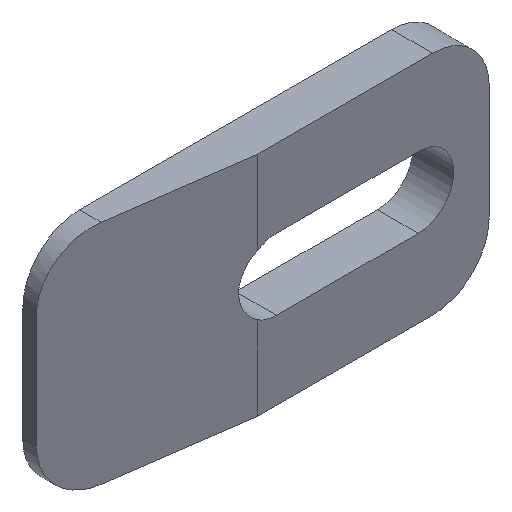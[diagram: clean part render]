
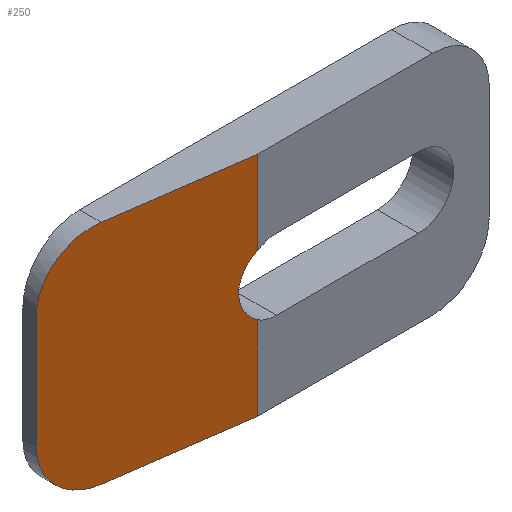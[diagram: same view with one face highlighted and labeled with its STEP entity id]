
A CAD part, isometric view. The second image highlights one B-rep face of the part: STEP entity #250.
In plain terms, the highlighted planar face has unit normal (-0.139, -0.99, 0).
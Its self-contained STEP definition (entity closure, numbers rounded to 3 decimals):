
#7 = VECTOR ( 'NONE', #149, 1000. ) ;
#13 = CARTESIAN_POINT ( 'NONE',  ( -0.861, 0.121, 4.51 ) ) ;
#17 = CARTESIAN_POINT ( 'NONE',  ( -6.831, 0.96, 2. ) ) ;
#20 = VERTEX_POINT ( 'NONE', #172 ) ;
#31 = VERTEX_POINT ( 'NONE', #336 ) ;
#32 = CARTESIAN_POINT ( 'NONE',  ( -6.831, 0.96, 8. ) ) ;
#45 = EDGE_CURVE ( 'NONE', #498, #444, #461, .T. ) ;
#54 = VERTEX_POINT ( 'NONE', #65 ) ;
#65 = CARTESIAN_POINT ( 'NONE',  ( -4.831, 0.679, 8. ) ) ;
#75 = ORIENTED_EDGE ( 'NONE', *, *, #540, .F. ) ;
#77 = EDGE_CURVE ( 'NONE', #20, #31, #466, .T. ) ;
#78 = ORIENTED_EDGE ( 'NONE', *, *, #77, .F. ) ;
#108 = CARTESIAN_POINT ( 'NONE',  ( 0., 0., 8. ) ) ;
#111 = ORIENTED_EDGE ( 'NONE', *, *, #322, .T. ) ;
#113 = CARTESIAN_POINT ( 'NONE',  ( 0., 0., 0. ) ) ;
#118 = ORIENTED_EDGE ( 'NONE', *, *, #419, .T. ) ;
#120 = ORIENTED_EDGE ( 'NONE', *, *, #301, .F. ) ;
#126 = CARTESIAN_POINT ( 'NONE',  ( -6.831, 0.96, 8. ) ) ;
#132 = CARTESIAN_POINT ( 'NONE',  ( -6.831, 0.96, 7.172 ) ) ;
#142 = CARTESIAN_POINT ( 'NONE',  ( -6.002, 0.844, 8. ) ) ;
#149 = DIRECTION ( 'NONE',  ( 0.99, -0.139, 0. ) ) ;
#151 = CARTESIAN_POINT ( 'NONE',  ( -6.831, 0.96, 8. ) ) ;
#165 = LINE ( 'NONE', #369, #481 ) ;
#172 = CARTESIAN_POINT ( 'NONE',  ( 0., 0., 8. ) ) ;
#174 = DIRECTION ( 'NONE',  ( 0.99, -0.139, 0. ) ) ;
#176 = CARTESIAN_POINT ( 'NONE',  ( 0., 0., 5.056 ) ) ;
#181 =( BOUNDED_CURVE ( )  B_SPLINE_CURVE ( 3, ( #445, #358, #521, #278 ),
 .UNSPECIFIED., .F., .T. ) 
 B_SPLINE_CURVE_WITH_KNOTS ( ( 4, 4 ),
 ( 3.142, 4.712 ),
 .UNSPECIFIED. ) 
 CURVE ( )  GEOMETRIC_REPRESENTATION_ITEM ( )  RATIONAL_B_SPLINE_CURVE ( ( 1., 0.805, 0.805, 1. ) ) 
 REPRESENTATION_ITEM ( '' )  );
#186 = EDGE_LOOP ( 'NONE', ( #518, #313, #223, #120, #118, #78, #75, #111 ) ) ;
#188 = CARTESIAN_POINT ( 'NONE',  ( -4.831, 0.679, 0. ) ) ;
#193 = CARTESIAN_POINT ( 'NONE',  ( -6.831, 0.96, 6. ) ) ;
#197 = VERTEX_POINT ( 'NONE', #488 ) ;
#208 = DIRECTION ( 'NONE',  ( 0., 0., -1. ) ) ;
#217 = CARTESIAN_POINT ( 'NONE',  ( 0., 0., 2.944 ) ) ;
#223 = ORIENTED_EDGE ( 'NONE', *, *, #45, .T. ) ;
#250 = ADVANCED_FACE ( 'NONE', ( #410 ), #329, .F. ) ;
#260 =( BOUNDED_CURVE ( )  B_SPLINE_CURVE ( 3, ( #422, #142, #132, #429 ),
 .UNSPECIFIED., .F., .F. ) 
 B_SPLINE_CURVE_WITH_KNOTS ( ( 4, 4 ),
 ( 4.712, 6.283 ),
 .UNSPECIFIED. ) 
 CURVE ( )  GEOMETRIC_REPRESENTATION_ITEM ( )  RATIONAL_B_SPLINE_CURVE ( ( 1., 0.805, 0.805, 1. ) ) 
 REPRESENTATION_ITEM ( '' )  );
#278 = CARTESIAN_POINT ( 'NONE',  ( -4.831, 0.679, 0. ) ) ;
#296 = VECTOR ( 'NONE', #438, 1000. ) ;
#301 = EDGE_CURVE ( 'NONE', #197, #444, #165, .T. ) ;
#311 = VECTOR ( 'NONE', #393, 1000. ) ;
#313 = ORIENTED_EDGE ( 'NONE', *, *, #456, .T. ) ;
#315 =( BOUNDED_CURVE ( )  B_SPLINE_CURVE ( 3, ( #217, #387, #13, #176 ),
 .UNSPECIFIED., .F., .T. ) 
 B_SPLINE_CURVE_WITH_KNOTS ( ( 4, 4 ),
 ( 2.136, 4.147 ),
 .UNSPECIFIED. ) 
 CURVE ( )  GEOMETRIC_REPRESENTATION_ITEM ( )  RATIONAL_B_SPLINE_CURVE ( ( 1., 0.69, 0.69, 1. ) ) 
 REPRESENTATION_ITEM ( '' )  );
#321 = LINE ( 'NONE', #151, #7 ) ;
#322 = EDGE_CURVE ( 'NONE', #54, #454, #260, .T. ) ;
#329 = PLANE ( 'NONE',  #424 ) ;
#336 = CARTESIAN_POINT ( 'NONE',  ( 0., 0., 5.056 ) ) ;
#342 = CARTESIAN_POINT ( 'NONE',  ( -6.831, 0.96, 0. ) ) ;
#358 = CARTESIAN_POINT ( 'NONE',  ( -6.831, 0.96, 0.828 ) ) ;
#369 = CARTESIAN_POINT ( 'NONE',  ( 0., 0., 8. ) ) ;
#387 = CARTESIAN_POINT ( 'NONE',  ( -0.861, 0.121, 3.49 ) ) ;
#393 = DIRECTION ( 'NONE',  ( 0., 0., -1. ) ) ;
#402 = VERTEX_POINT ( 'NONE', #17 ) ;
#410 = FACE_OUTER_BOUND ( 'NONE', #186, .T. ) ;
#419 = EDGE_CURVE ( 'NONE', #197, #31, #315, .T. ) ;
#422 = CARTESIAN_POINT ( 'NONE',  ( -4.831, 0.679, 8. ) ) ;
#424 = AXIS2_PLACEMENT_3D ( 'NONE', #126, #452, #537 ) ;
#429 = CARTESIAN_POINT ( 'NONE',  ( -6.831, 0.96, 6. ) ) ;
#438 = DIRECTION ( 'NONE',  ( 0., 0., -1. ) ) ;
#443 = EDGE_CURVE ( 'NONE', #454, #402, #477, .T. ) ;
#444 = VERTEX_POINT ( 'NONE', #113 ) ;
#445 = CARTESIAN_POINT ( 'NONE',  ( -6.831, 0.96, 2. ) ) ;
#452 = DIRECTION ( 'NONE',  ( 0.139, 0.99, 0. ) ) ;
#454 = VERTEX_POINT ( 'NONE', #193 ) ;
#456 = EDGE_CURVE ( 'NONE', #402, #498, #181, .T. ) ;
#461 = LINE ( 'NONE', #342, #508 ) ;
#466 = LINE ( 'NONE', #108, #311 ) ;
#477 = LINE ( 'NONE', #32, #296 ) ;
#481 = VECTOR ( 'NONE', #208, 1000. ) ;
#488 = CARTESIAN_POINT ( 'NONE',  ( 0., 0., 2.944 ) ) ;
#498 = VERTEX_POINT ( 'NONE', #188 ) ;
#508 = VECTOR ( 'NONE', #174, 1000. ) ;
#518 = ORIENTED_EDGE ( 'NONE', *, *, #443, .T. ) ;
#521 = CARTESIAN_POINT ( 'NONE',  ( -6.002, 0.844, 0. ) ) ;
#537 = DIRECTION ( 'NONE',  ( -0.99, 0.139, 0. ) ) ;
#540 = EDGE_CURVE ( 'NONE', #54, #20, #321, .T. ) ;
